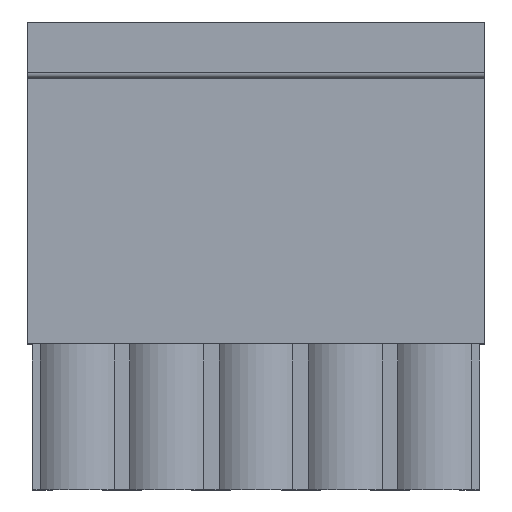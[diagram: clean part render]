
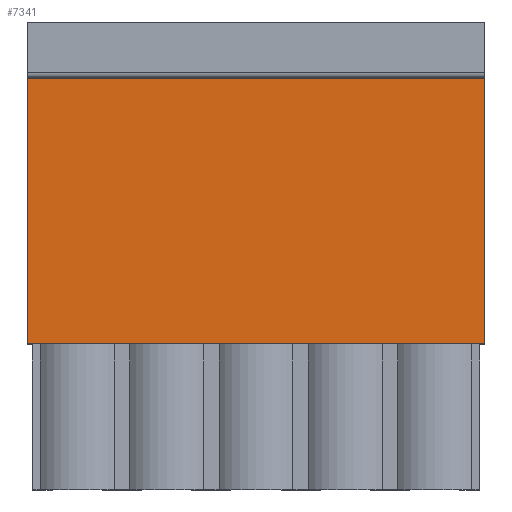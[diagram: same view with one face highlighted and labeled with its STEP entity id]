
A CAD part, top view. The second image highlights one B-rep face of the part: STEP entity #7341.
In plain terms, the highlighted planar face has unit normal (0, 0, 1).
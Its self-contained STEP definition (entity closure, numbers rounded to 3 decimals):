
#1=DIRECTION('',(0.,-1.,0.));
#2=VECTOR('',#1,15.1);
#3=CARTESIAN_POINT('',(0.,9.44,6.96));
#4=LINE('',#3,#2);
#297=DIRECTION('',(-1.,0.,0.));
#298=VECTOR('',#297,26.02);
#299=CARTESIAN_POINT('',(0.,-5.66,6.96));
#300=LINE('',#299,#298);
#1295=DIRECTION('',(0.,-1.,0.));
#1296=VECTOR('',#1295,15.1);
#1297=CARTESIAN_POINT('',(-26.02,9.44,6.96));
#1298=LINE('',#1297,#1296);
#2274=DIRECTION('',(-1.,0.,0.));
#2275=VECTOR('',#2274,26.02);
#2276=CARTESIAN_POINT('',(0.,9.44,6.96));
#2277=LINE('',#2276,#2275);
#3461=CARTESIAN_POINT('',(0.,9.44,6.96));
#3462=CARTESIAN_POINT('',(0.,-5.66,6.96));
#3463=VERTEX_POINT('',#3461);
#3464=VERTEX_POINT('',#3462);
#3507=CARTESIAN_POINT('',(-26.02,9.44,6.96));
#3508=CARTESIAN_POINT('',(-26.02,-5.66,6.96));
#3509=VERTEX_POINT('',#3507);
#3510=VERTEX_POINT('',#3508);
#7330=CARTESIAN_POINT('',(0.,9.44,6.96));
#7331=DIRECTION('',(0.,0.,1.));
#7332=DIRECTION('',(0.,-1.,0.));
#7333=AXIS2_PLACEMENT_3D('',#7330,#7331,#7332);
#7334=PLANE('',#7333);
#7335=ORIENTED_EDGE('',*,*,#4552,.T.);
#7336=ORIENTED_EDGE('',*,*,#4610,.T.);
#7337=ORIENTED_EDGE('',*,*,#6145,.F.);
#7338=ORIENTED_EDGE('',*,*,#7323,.F.);
#7339=EDGE_LOOP('',(#7335,#7336,#7337,#7338));
#7340=FACE_OUTER_BOUND('',#7339,.F.);
#7341=ADVANCED_FACE('',(#7340),#7334,.T.);
#4552=EDGE_CURVE('',#3463,#3464,#4,.T.);
#4610=EDGE_CURVE('',#3464,#3510,#300,.T.);
#6145=EDGE_CURVE('',#3509,#3510,#1298,.T.);
#7323=EDGE_CURVE('',#3463,#3509,#2277,.T.);
